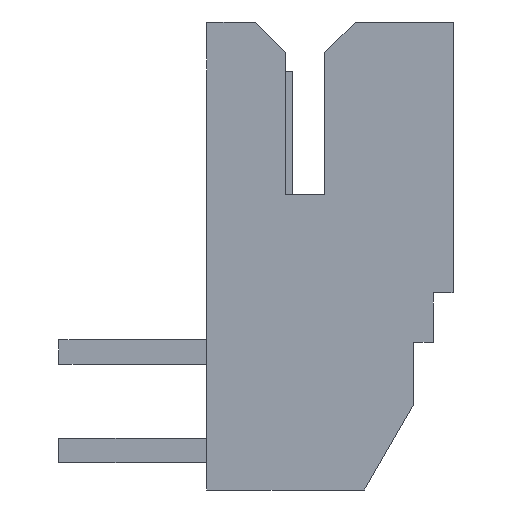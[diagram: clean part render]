
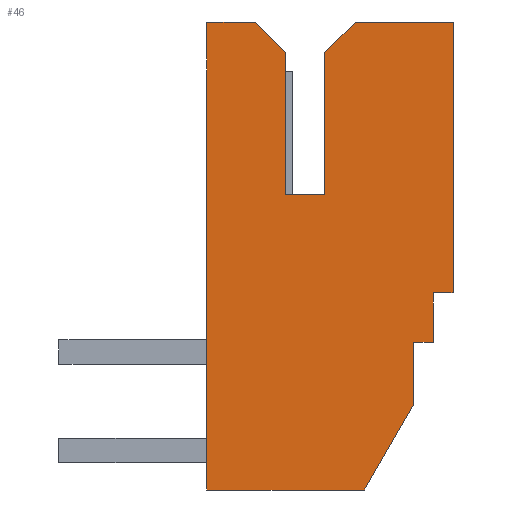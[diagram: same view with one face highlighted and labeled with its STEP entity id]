
A CAD part, left-side view. The second image highlights one B-rep face of the part: STEP entity #46.
In plain terms, the highlighted planar face has unit normal (-1, 0, 0).
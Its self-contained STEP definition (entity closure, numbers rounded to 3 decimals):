
#46=ADVANCED_FACE('',(#271),#272,.F.);
#271=FACE_OUTER_BOUND('',#737,.T.);
#272=PLANE('',#738);
#737=EDGE_LOOP('',(#1203,#1204,#1205,#1206,#1207,#1208,#1209,#1210,#1211,#1212,#1213,#1214,#1215,#1216,#1217));
#738=AXIS2_PLACEMENT_3D('',#1218,#1219,#1220);
#1203=ORIENTED_EDGE('',*,*,#3123,.F.);
#1204=ORIENTED_EDGE('',*,*,#3124,.F.);
#1205=ORIENTED_EDGE('',*,*,#3125,.F.);
#1206=ORIENTED_EDGE('',*,*,#3126,.F.);
#1207=ORIENTED_EDGE('',*,*,#3127,.F.);
#1208=ORIENTED_EDGE('',*,*,#3128,.F.);
#1209=ORIENTED_EDGE('',*,*,#3129,.F.);
#1210=ORIENTED_EDGE('',*,*,#3130,.F.);
#1211=ORIENTED_EDGE('',*,*,#3131,.F.);
#1212=ORIENTED_EDGE('',*,*,#3132,.F.);
#1213=ORIENTED_EDGE('',*,*,#3133,.F.);
#1214=ORIENTED_EDGE('',*,*,#3134,.F.);
#1215=ORIENTED_EDGE('',*,*,#3135,.F.);
#1216=ORIENTED_EDGE('',*,*,#3136,.F.);
#1217=ORIENTED_EDGE('',*,*,#3137,.F.);
#1218=CARTESIAN_POINT('',(-7.0,0.0,0.0));
#1219=DIRECTION('',(1.0,0.0,0.0));
#1220=DIRECTION('',(0.0,1.0,0.0));
#3123=EDGE_CURVE('',#3747,#3748,#3749,.T.);
#3124=EDGE_CURVE('',#3750,#3747,#3751,.T.);
#3125=EDGE_CURVE('',#3752,#3750,#3753,.T.);
#3126=EDGE_CURVE('',#3754,#3752,#3755,.T.);
#3127=EDGE_CURVE('',#3756,#3754,#3757,.T.);
#3128=EDGE_CURVE('',#3758,#3756,#3759,.T.);
#3129=EDGE_CURVE('',#3760,#3758,#3761,.T.);
#3130=EDGE_CURVE('',#3762,#3760,#3763,.T.);
#3131=EDGE_CURVE('',#3764,#3762,#3765,.T.);
#3132=EDGE_CURVE('',#3766,#3764,#3767,.T.);
#3133=EDGE_CURVE('',#3768,#3766,#3769,.T.);
#3134=EDGE_CURVE('',#3770,#3768,#3771,.T.);
#3135=EDGE_CURVE('',#3772,#3770,#3773,.T.);
#3136=EDGE_CURVE('',#3774,#3772,#3775,.T.);
#3137=EDGE_CURVE('',#3748,#3774,#3776,.T.);
#3747=VERTEX_POINT('',#4787);
#3748=VERTEX_POINT('',#4788);
#3749=LINE('',#4789,#4790);
#3750=VERTEX_POINT('',#4791);
#3751=LINE('',#4792,#4793);
#3752=VERTEX_POINT('',#4794);
#3753=LINE('',#4795,#4796);
#3754=VERTEX_POINT('',#4797);
#3755=LINE('',#4798,#4799);
#3756=VERTEX_POINT('',#4800);
#3757=LINE('',#4801,#4802);
#3758=VERTEX_POINT('',#4803);
#3759=LINE('',#4804,#4805);
#3760=VERTEX_POINT('',#4806);
#3761=LINE('',#4807,#4808);
#3762=VERTEX_POINT('',#4809);
#3763=LINE('',#4810,#4811);
#3764=VERTEX_POINT('',#4812);
#3765=LINE('',#4813,#4814);
#3766=VERTEX_POINT('',#4815);
#3767=LINE('',#4816,#4817);
#3768=VERTEX_POINT('',#4818);
#3769=LINE('',#4819,#4820);
#3770=VERTEX_POINT('',#4821);
#3771=LINE('',#4822,#4823);
#3772=VERTEX_POINT('',#4824);
#3773=LINE('',#4825,#4826);
#3774=VERTEX_POINT('',#4827);
#3775=LINE('',#4828,#4829);
#3776=LINE('',#4830,#4831);
#4787=CARTESIAN_POINT('',(-7.0,-0.51,0.0));
#4788=CARTESIAN_POINT('',(-7.0,-2.5,0.0));
#4789=CARTESIAN_POINT('',(-7.0,-0.51,0.0));
#4790=VECTOR('',#6403,1.99);
#4791=CARTESIAN_POINT('',(-7.0,0.1,-0.61));
#4792=CARTESIAN_POINT('',(-7.0,0.1,-0.61));
#4793=VECTOR('',#6404,0.863);
#4794=CARTESIAN_POINT('',(-7.0,0.1,-3.5));
#4795=CARTESIAN_POINT('',(-7.0,0.1,-3.5));
#4796=VECTOR('',#6405,2.89);
#4797=CARTESIAN_POINT('',(-7.0,0.9,-3.5));
#4798=CARTESIAN_POINT('',(-7.0,0.9,-3.5));
#4799=VECTOR('',#6406,0.8);
#4800=CARTESIAN_POINT('',(-7.0,0.9,-0.61));
#4801=CARTESIAN_POINT('',(-7.0,0.9,-0.61));
#4802=VECTOR('',#6407,2.89);
#4803=CARTESIAN_POINT('',(-7.0,1.51,0.0));
#4804=CARTESIAN_POINT('',(-7.0,1.51,0.0));
#4805=VECTOR('',#6408,0.863);
#4806=CARTESIAN_POINT('',(-7.0,2.5,0.0));
#4807=CARTESIAN_POINT('',(-7.0,2.5,0.0));
#4808=VECTOR('',#6409,0.99);
#4809=CARTESIAN_POINT('',(-7.0,2.5,-9.5));
#4810=CARTESIAN_POINT('',(-7.0,2.5,-9.5));
#4811=VECTOR('',#6410,9.5);
#4812=CARTESIAN_POINT('',(-7.0,-0.7,-9.5));
#4813=CARTESIAN_POINT('',(-7.0,-0.7,-9.5));
#4814=VECTOR('',#6411,3.2);
#4815=CARTESIAN_POINT('',(-7.0,-1.7,-7.77));
#4816=CARTESIAN_POINT('',(-7.0,-1.7,-7.77));
#4817=VECTOR('',#6412,1.998);
#4818=CARTESIAN_POINT('',(-7.0,-1.7,-6.5));
#4819=CARTESIAN_POINT('',(-7.0,-1.7,-6.5));
#4820=VECTOR('',#6413,1.27);
#4821=CARTESIAN_POINT('',(-7.0,-2.1,-6.5));
#4822=CARTESIAN_POINT('',(-7.0,-2.1,-6.5));
#4823=VECTOR('',#6414,0.4);
#4824=CARTESIAN_POINT('',(-7.0,-2.1,-5.5));
#4825=CARTESIAN_POINT('',(-7.0,-2.1,-5.5));
#4826=VECTOR('',#6415,1.0);
#4827=CARTESIAN_POINT('',(-7.0,-2.5,-5.5));
#4828=CARTESIAN_POINT('',(-7.0,-2.5,-5.5));
#4829=VECTOR('',#6416,0.4);
#4830=CARTESIAN_POINT('',(-7.0,-2.5,0.0));
#4831=VECTOR('',#6417,5.5);
#6403=DIRECTION('',(0.0,-1.0,0.0));
#6404=DIRECTION('',(0.0,-0.707,0.707));
#6405=DIRECTION('',(0.0,0.0,1.0));
#6406=DIRECTION('',(0.0,-1.0,0.0));
#6407=DIRECTION('',(0.0,0.0,-1.0));
#6408=DIRECTION('',(0.0,-0.707,-0.707));
#6409=DIRECTION('',(0.0,-1.0,0.0));
#6410=DIRECTION('',(0.0,0.0,1.0));
#6411=DIRECTION('',(0.0,1.0,0.0));
#6412=DIRECTION('',(0.0,0.5,-0.866));
#6413=DIRECTION('',(0.0,0.0,-1.0));
#6414=DIRECTION('',(0.0,1.0,0.0));
#6415=DIRECTION('',(0.0,0.0,-1.0));
#6416=DIRECTION('',(0.0,1.0,0.0));
#6417=DIRECTION('',(0.0,0.0,-1.0));
